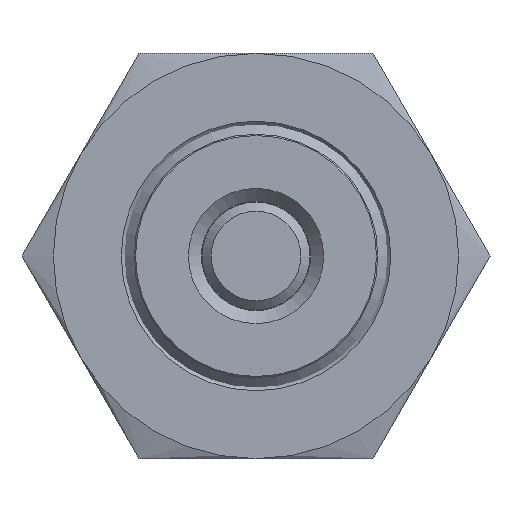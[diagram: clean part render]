
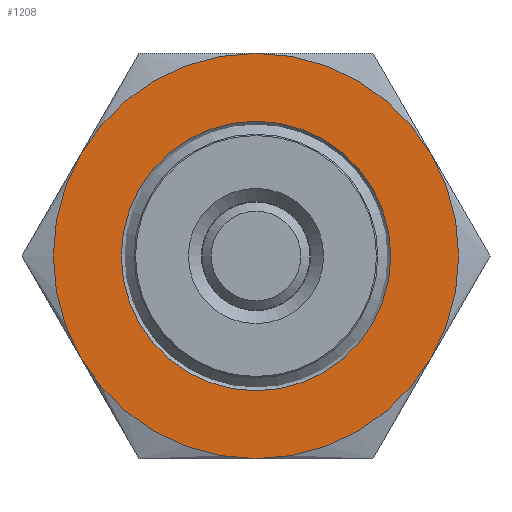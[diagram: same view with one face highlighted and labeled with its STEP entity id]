
A CAD part, left-side view. The second image highlights one B-rep face of the part: STEP entity #1208.
In plain terms, the highlighted face is planar.
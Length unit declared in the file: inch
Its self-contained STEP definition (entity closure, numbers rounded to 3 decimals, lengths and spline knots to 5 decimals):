
#176=PLANE('',#1392);
#287=ORIENTED_EDGE('',*,*,#514,.F.);
#288=ORIENTED_EDGE('',*,*,#509,.T.);
#289=ORIENTED_EDGE('',*,*,#513,.T.);
#290=ORIENTED_EDGE('',*,*,#512,.T.);
#291=ORIENTED_EDGE('',*,*,#511,.T.);
#292=ORIENTED_EDGE('',*,*,#515,.T.);
#293=ORIENTED_EDGE('',*,*,#510,.T.);
#509=EDGE_CURVE('',#621,#624,#725,.T.);
#510=EDGE_CURVE('',#631,#621,#726,.T.);
#511=EDGE_CURVE('',#628,#630,#727,.T.);
#512=EDGE_CURVE('',#626,#628,#728,.T.);
#513=EDGE_CURVE('',#624,#626,#729,.T.);
#514=EDGE_CURVE('',#632,#632,#730,.T.);
#515=EDGE_CURVE('',#630,#631,#731,.T.);
#621=VERTEX_POINT('',#2064);
#624=VERTEX_POINT('',#2078);
#626=VERTEX_POINT('',#2090);
#628=VERTEX_POINT('',#2102);
#630=VERTEX_POINT('',#2114);
#631=VERTEX_POINT('',#2124);
#632=VERTEX_POINT('',#2141);
#725=CIRCLE('',#1383,0.47);
#726=CIRCLE('',#1385,0.47);
#727=CIRCLE('',#1387,0.47);
#728=CIRCLE('',#1389,0.47);
#729=CIRCLE('',#1391,0.47);
#730=CIRCLE('',#1393,0.3125);
#731=CIRCLE('',#1394,0.47);
#837=EDGE_LOOP('',(#287));
#838=EDGE_LOOP('',(#288,#289,#290,#291,#292,#293));
#1015=FACE_BOUND('',#837,.T.);
#1016=FACE_BOUND('',#838,.T.);
#1208=ADVANCED_FACE('',(#1015,#1016),#176,.F.);
#1383=AXIS2_PLACEMENT_3D('',#2130,#1630,#1631);
#1385=AXIS2_PLACEMENT_3D('',#2132,#1634,#1635);
#1387=AXIS2_PLACEMENT_3D('',#2134,#1638,#1639);
#1389=AXIS2_PLACEMENT_3D('',#2136,#1642,#1643);
#1391=AXIS2_PLACEMENT_3D('',#2138,#1646,#1647);
#1392=AXIS2_PLACEMENT_3D('',#2139,#1648,#1649);
#1393=AXIS2_PLACEMENT_3D('',#2140,#1650,#1651);
#1394=AXIS2_PLACEMENT_3D('',#2142,#1652,#1653);
#1630=DIRECTION('',(0.,0.,-1.));
#1631=DIRECTION('',(-1.,0.,0.));
#1634=DIRECTION('',(0.,0.,-1.));
#1635=DIRECTION('',(-1.,0.,0.));
#1638=DIRECTION('',(0.,0.,-1.));
#1639=DIRECTION('',(-1.,0.,0.));
#1642=DIRECTION('',(0.,0.,-1.));
#1643=DIRECTION('',(-1.,0.,0.));
#1646=DIRECTION('',(0.,0.,-1.));
#1647=DIRECTION('',(-1.,0.,0.));
#1648=DIRECTION('',(0.,0.,1.));
#1649=DIRECTION('',(1.,0.,0.));
#1650=DIRECTION('',(0.,0.,-1.));
#1651=DIRECTION('',(-1.,0.,0.));
#1652=DIRECTION('',(0.,0.,-1.));
#1653=DIRECTION('',(-1.,0.,0.));
#2064=CARTESIAN_POINT('',(-0.47,0.,-0.38));
#2078=CARTESIAN_POINT('',(-0.235,0.40703,-0.38));
#2090=CARTESIAN_POINT('',(0.235,0.40703,-0.38));
#2102=CARTESIAN_POINT('',(0.47,0.,-0.38));
#2114=CARTESIAN_POINT('',(0.235,-0.40703,-0.38));
#2124=CARTESIAN_POINT('',(-0.235,-0.40703,-0.38));
#2130=CARTESIAN_POINT('',(0.,0.,-0.38));
#2132=CARTESIAN_POINT('',(0.,0.,-0.38));
#2134=CARTESIAN_POINT('',(0.,0.,-0.38));
#2136=CARTESIAN_POINT('',(0.,0.,-0.38));
#2138=CARTESIAN_POINT('',(0.,0.,-0.38));
#2139=CARTESIAN_POINT('',(0.,0.47,-0.38));
#2140=CARTESIAN_POINT('',(0.,0.,-0.38));
#2141=CARTESIAN_POINT('',(-0.3125,0.,-0.38));
#2142=CARTESIAN_POINT('',(0.,0.,-0.38));
